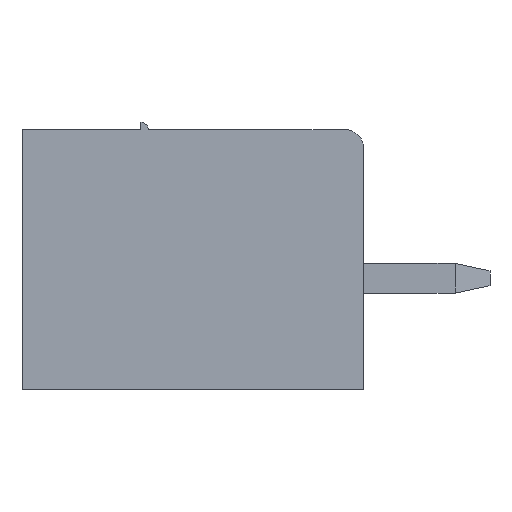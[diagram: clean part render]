
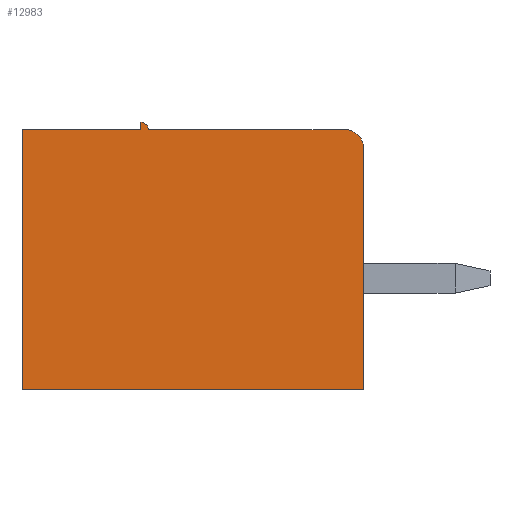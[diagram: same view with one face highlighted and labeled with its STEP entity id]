
A CAD part, left-side view. The second image highlights one B-rep face of the part: STEP entity #12983.
In plain terms, the highlighted planar face has unit normal (-1, 0, 0).
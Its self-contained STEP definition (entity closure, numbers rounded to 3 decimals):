
#748 = DIRECTION ( 'NONE',  ( 0., -1., 0. ) ) ;
#775 = CARTESIAN_POINT ( 'NONE',  ( 0., 9.2, 7. ) ) ;
#1002 = DIRECTION ( 'NONE',  ( -1., 0., 0. ) ) ;
#1300 = VECTOR ( 'NONE', #12057, 1000. ) ;
#1566 = VERTEX_POINT ( 'NONE', #29007 ) ;
#2919 = EDGE_CURVE ( 'NONE', #31528, #7612, #12243, .T. ) ;
#3061 = DIRECTION ( 'NONE',  ( 0., 0., -1. ) ) ;
#4413 = ORIENTED_EDGE ( 'NONE', *, *, #18254, .F. ) ;
#5721 = ORIENTED_EDGE ( 'NONE', *, *, #27957, .T. ) ;
#6416 = VECTOR ( 'NONE', #17523, 1000. ) ;
#6477 = AXIS2_PLACEMENT_3D ( 'NONE', #7921, #13041, #27929 ) ;
#7005 = VERTEX_POINT ( 'NONE', #11567 ) ;
#7612 = VERTEX_POINT ( 'NONE', #26725 ) ;
#7645 = CARTESIAN_POINT ( 'NONE',  ( 0., 9.2, 7. ) ) ;
#7786 = CARTESIAN_POINT ( 'NONE',  ( 0., 6., 7. ) ) ;
#7921 = CARTESIAN_POINT ( 'NONE',  ( 0., 9.2, 7. ) ) ;
#8030 = LINE ( 'NONE', #17923, #13918 ) ;
#8043 = VERTEX_POINT ( 'NONE', #13561 ) ;
#8235 = FACE_OUTER_BOUND ( 'NONE', #20904, .T. ) ;
#8891 = ORIENTED_EDGE ( 'NONE', *, *, #11605, .F. ) ;
#9203 = VECTOR ( 'NONE', #20537, 1000. ) ;
#9558 = LINE ( 'NONE', #10362, #17388 ) ;
#9674 = CARTESIAN_POINT ( 'NONE',  ( 0., 0., 7. ) ) ;
#9958 = AXIS2_PLACEMENT_3D ( 'NONE', #7786, #30058, #10655 ) ;
#10362 = CARTESIAN_POINT ( 'NONE',  ( 0., 6., 7. ) ) ;
#10655 = DIRECTION ( 'NONE',  ( 0., 0., 1. ) ) ;
#11033 = DIRECTION ( 'NONE',  ( 0., 0., -1. ) ) ;
#11252 = EDGE_CURVE ( 'NONE', #7612, #1566, #28286, .T. ) ;
#11567 = CARTESIAN_POINT ( 'NONE',  ( 0., 5.8, 7. ) ) ;
#11605 = EDGE_CURVE ( 'NONE', #8043, #23610, #13054, .T. ) ;
#12057 = DIRECTION ( 'NONE',  ( 0., 0., 1. ) ) ;
#12243 = LINE ( 'NONE', #9674, #1300 ) ;
#12543 = EDGE_CURVE ( 'NONE', #8043, #31528, #8030, .T. ) ;
#12643 = VECTOR ( 'NONE', #748, 1000. ) ;
#12983 = ADVANCED_FACE ( 'NONE', ( #8235 ), #18129, .F. ) ;
#13041 = DIRECTION ( 'NONE',  ( 1., 0., 0. ) ) ;
#13054 = LINE ( 'NONE', #775, #9203 ) ;
#13561 = CARTESIAN_POINT ( 'NONE',  ( 0., 9.2, 0. ) ) ;
#13621 = EDGE_CURVE ( 'NONE', #14111, #28328, #9558, .T. ) ;
#13836 = CARTESIAN_POINT ( 'NONE',  ( 0., 6., 7. ) ) ;
#13918 = VECTOR ( 'NONE', #27892, 1000. ) ;
#13956 = CARTESIAN_POINT ( 'NONE',  ( 0., 0.5, 6.5 ) ) ;
#14111 = VERTEX_POINT ( 'NONE', #14644 ) ;
#14644 = CARTESIAN_POINT ( 'NONE',  ( 0., 6., 7.2 ) ) ;
#15151 = EDGE_CURVE ( 'NONE', #7005, #1566, #20510, .T. ) ;
#17388 = VECTOR ( 'NONE', #3061, 1000. ) ;
#17523 = DIRECTION ( 'NONE',  ( 0., -1., 0. ) ) ;
#17923 = CARTESIAN_POINT ( 'NONE',  ( 0., 9.2, 0. ) ) ;
#18129 = PLANE ( 'NONE',  #6477 ) ;
#18254 = EDGE_CURVE ( 'NONE', #23610, #28328, #29748, .T. ) ;
#18694 = ORIENTED_EDGE ( 'NONE', *, *, #12543, .T. ) ;
#20510 = LINE ( 'NONE', #22899, #12643 ) ;
#20537 = DIRECTION ( 'NONE',  ( 0., 0., 1. ) ) ;
#20904 = EDGE_LOOP ( 'NONE', ( #22745, #28903, #24334, #5721, #30859, #4413, #8891, #18694 ) ) ;
#22745 = ORIENTED_EDGE ( 'NONE', *, *, #2919, .T. ) ;
#22899 = CARTESIAN_POINT ( 'NONE',  ( 0., 9.2, 7. ) ) ;
#23376 = CARTESIAN_POINT ( 'NONE',  ( 0., 9.2, 7. ) ) ;
#23610 = VERTEX_POINT ( 'NONE', #23376 ) ;
#24334 = ORIENTED_EDGE ( 'NONE', *, *, #15151, .F. ) ;
#26725 = CARTESIAN_POINT ( 'NONE',  ( 0., 0., 6.5 ) ) ;
#27892 = DIRECTION ( 'NONE',  ( 0., -1., 0. ) ) ;
#27929 = DIRECTION ( 'NONE',  ( 0., 0., -1. ) ) ;
#27957 = EDGE_CURVE ( 'NONE', #7005, #14111, #31616, .T. ) ;
#28286 = CIRCLE ( 'NONE', #30323, 0.5 ) ;
#28328 = VERTEX_POINT ( 'NONE', #13836 ) ;
#28553 = CARTESIAN_POINT ( 'NONE',  ( 0., 0., 0. ) ) ;
#28903 = ORIENTED_EDGE ( 'NONE', *, *, #11252, .T. ) ;
#29007 = CARTESIAN_POINT ( 'NONE',  ( 0., 0.5, 7. ) ) ;
#29748 = LINE ( 'NONE', #7645, #6416 ) ;
#30058 = DIRECTION ( 'NONE',  ( -1., 0., 0. ) ) ;
#30323 = AXIS2_PLACEMENT_3D ( 'NONE', #13956, #1002, #11033 ) ;
#30859 = ORIENTED_EDGE ( 'NONE', *, *, #13621, .T. ) ;
#31528 = VERTEX_POINT ( 'NONE', #28553 ) ;
#31616 = CIRCLE ( 'NONE', #9958, 0.2 ) ;
